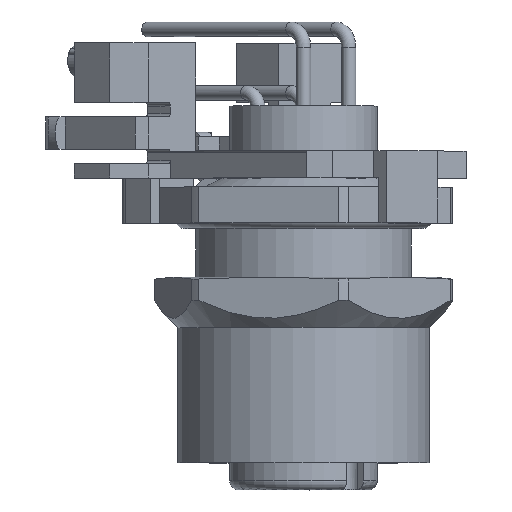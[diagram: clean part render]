
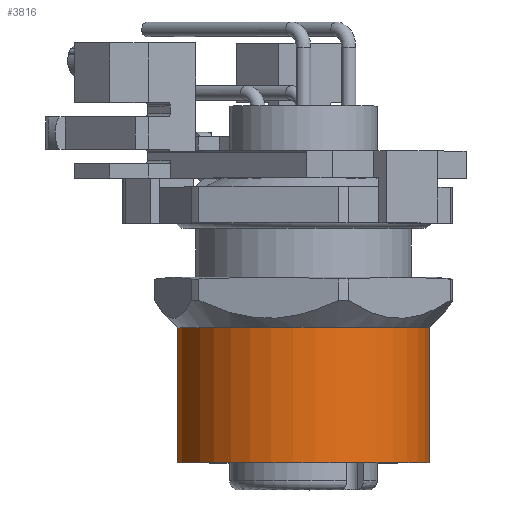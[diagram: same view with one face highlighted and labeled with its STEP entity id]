
A CAD part, top view. The second image highlights one B-rep face of the part: STEP entity #3816.
In plain terms, the highlighted cylindrical face has radius 7 mm (diameter 14 mm), a full revolution.
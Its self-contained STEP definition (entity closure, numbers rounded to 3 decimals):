
#3271=CARTESIAN_POINT('',(-4.95,6.2,4.95));
#3272=VERTEX_POINT('',#3271);
#3273=CARTESIAN_POINT('',(0.,6.2,0.));
#3274=DIRECTION('',(0.,-1.0,0.));
#3275=DIRECTION('',(-0.707,0.,0.707));
#3276=AXIS2_PLACEMENT_3D('',#3273,#3274,#3275);
#3277=CIRCLE('',#3276,7.);
#3278=EDGE_CURVE('',#3272,#3272,#3277,.T.);
#3454=CARTESIAN_POINT('',(-4.95,13.7,4.95));
#3455=VERTEX_POINT('',#3454);
#3456=CARTESIAN_POINT('',(0.,13.7,0.));
#3457=DIRECTION('',(0.,-1.0,0.));
#3458=DIRECTION('',(-0.707,0.,0.707));
#3459=AXIS2_PLACEMENT_3D('',#3456,#3457,#3458);
#3460=CIRCLE('',#3459,7.);
#3461=EDGE_CURVE('',#3455,#3455,#3460,.T.);
#3805=CARTESIAN_POINT('',(0.,9.95,0.));
#3806=DIRECTION('',(0.,-1.0,0.));
#3807=DIRECTION('',(-0.707,0.,0.707));
#3808=AXIS2_PLACEMENT_3D('',#3805,#3806,#3807);
#3809=CYLINDRICAL_SURFACE('',#3808,7.);
#3810=ORIENTED_EDGE('',*,*,#3278,.F.);
#3811=EDGE_LOOP('',(#3810));
#3812=FACE_OUTER_BOUND('',#3811,.T.);
#3813=ORIENTED_EDGE('',*,*,#3461,.T.);
#3814=EDGE_LOOP('',(#3813));
#3815=FACE_BOUND('',#3814,.T.);
#3816=ADVANCED_FACE('',(#3812,#3815),#3809,.T.);
